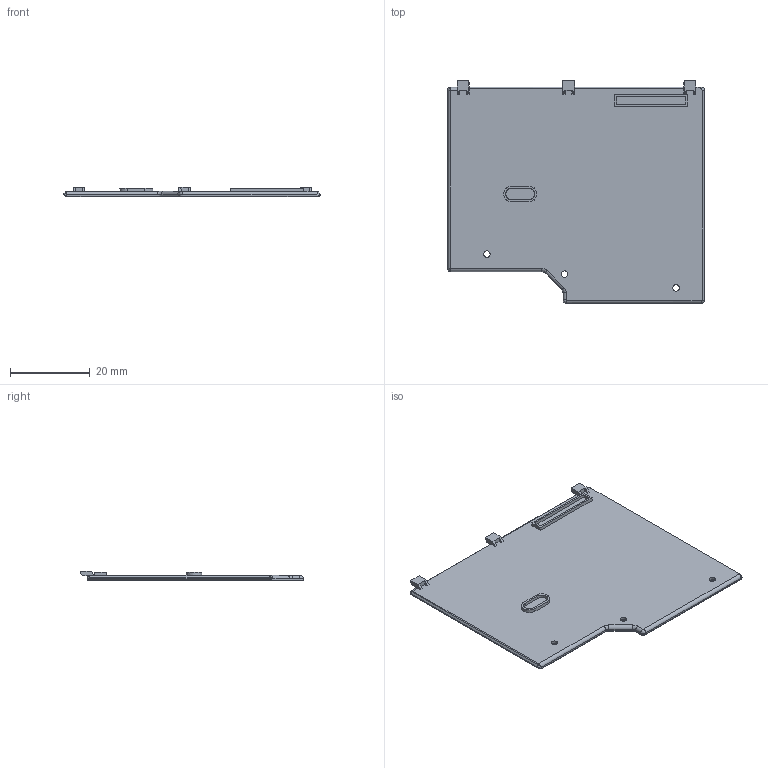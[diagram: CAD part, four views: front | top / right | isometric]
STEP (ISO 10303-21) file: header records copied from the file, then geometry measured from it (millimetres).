
FILE_DESCRIPTION(('FreeCAD Model'),'2;1');
FILE_NAME('Open CASCADE Shape Model','2024-06-03T23:39:39',('Author'),( ''),'Open CASCADE STEP processor 7.7','Ondsel','Unknown');
FILE_SCHEMA(('AUTOMOTIVE_DESIGN { 1 0 10303 214 1 1 1 1 }'));
Length unit declared in the file: millimetre
Products named in the file (1): LIBREM_5_M2_COVER
Bounding box: 64.55 x 55.98 x 2.5 mm (x, y, z)
Volume: 4579.1 mm3; surface area: 6970.8 mm2
Topology: 1 solids, 1 shells, 359 faces, 985 edges, 645 vertices
Faces by surface type: plane 284, cylinder 38, cone 17, bspline 14, torus 5, revolution 1
Entity records: 14303 total; most frequent: CARTESIAN_POINT 2674, ORIENTED_EDGE 1970, DIRECTION 1739, EDGE_CURVE 985, LINE 846, VECTOR 846, VERTEX_POINT 645, AXIS2_PLACEMENT_3D 446
